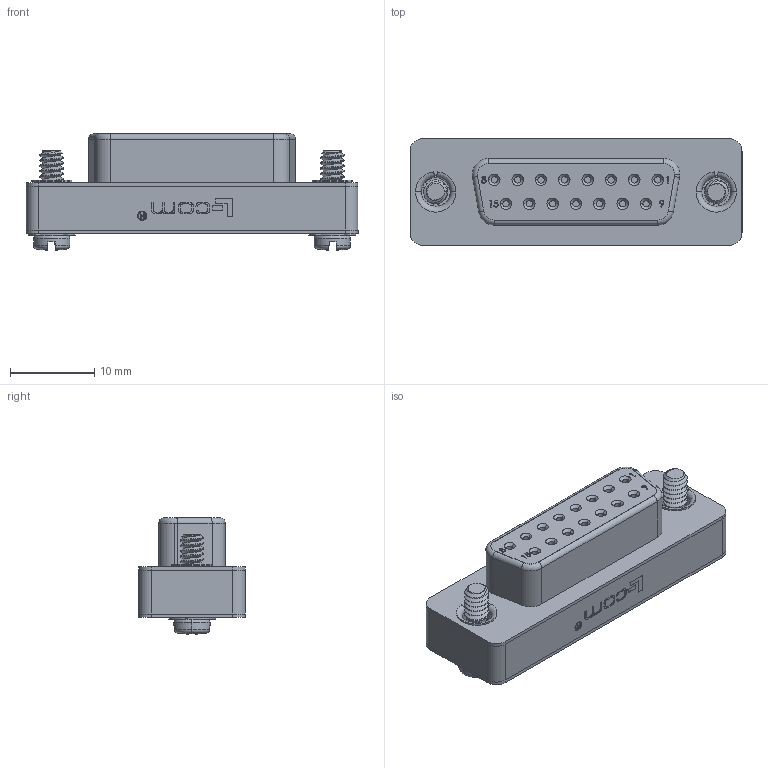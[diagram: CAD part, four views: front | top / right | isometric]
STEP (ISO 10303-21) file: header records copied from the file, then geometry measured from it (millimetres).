
FILE_DESCRIPTION (( 'STEP AP203' ), '1' );
FILE_NAME ('DML015P.STEP', '2013-10-28T15:34:55', ( 'x' ), ( '' ), 'SwSTEP 2.0', 'SolidWorks 2012', '' );
FILE_SCHEMA (( 'CONFIG_CONTROL_DESIGN' ));
Length unit declared in the file: millimetre
Products named in the file (7): DML015P; DML015P-MA6; DML015P-MA5; DML015P-MA4; DML015P-MA2; DML015P-MA1; DML015P-MA3_New L-com Logo - DB15
Assembly tree (8 placements, depth 2):
  DML015P
    DML015P-MA3_New L-com Logo - DB15
    DML015P-MA1
    DML015P-MA2
    DML015P-MA4
    DML015P-MA5  x2
    DML015P-MA6  x2
Bounding box: 39.4 x 12.65 x 13.78 mm (x, y, z)
Volume: 3921.8 mm3; surface area: 6234.8 mm2
Topology: 8 solids, 8 shells, 924 faces, 2274 edges, 1406 vertices
Faces by surface type: plane 363, cylinder 238, bspline 153, torus 82, cone 56, sphere 32
Entity records: 28702 total; most frequent: CARTESIAN_POINT 11380, ORIENTED_EDGE 3594, DIRECTION 3134, EDGE_CURVE 1797, VERTEX_POINT 1127, AXIS2_PLACEMENT_3D 1080, LINE 974, VECTOR 974
